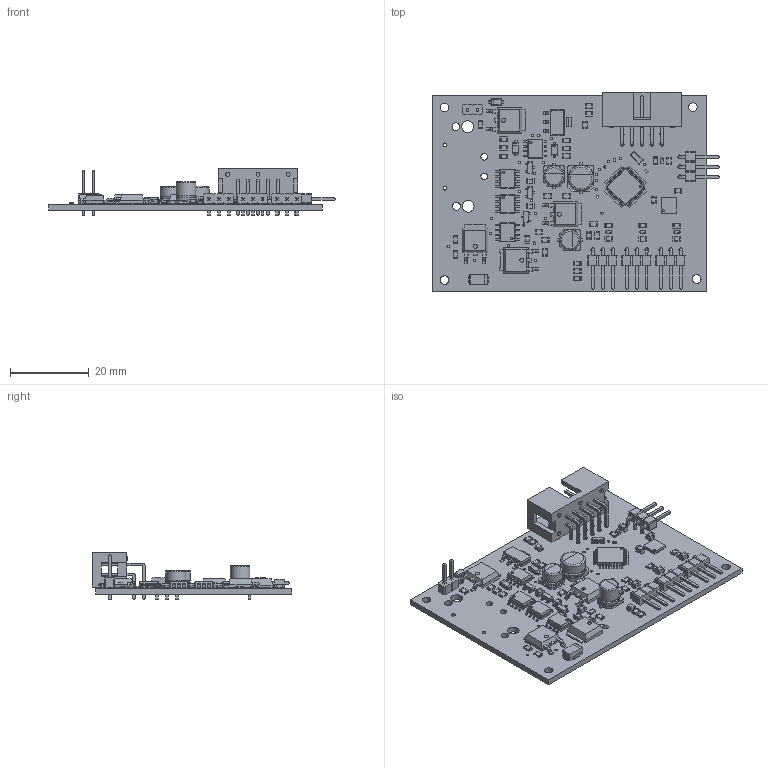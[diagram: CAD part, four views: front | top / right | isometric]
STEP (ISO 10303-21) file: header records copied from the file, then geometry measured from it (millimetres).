
FILE_DESCRIPTION(('KiCad electronic assembly'),'2;1');
FILE_NAME('Control-Board.step','2025-09-24T18:09:20',('Pcbnew'),('Kicad' ),'Open CASCADE STEP processor 7.9','KiCad to STEP converter', 'Unknown');
FILE_SCHEMA(('AUTOMOTIVE_DESIGN { 1 0 10303 214 1 1 1 1 }'));
Length unit declared in the file: millimetre
Products named in the file (23): Control-Board 1; D_SMA; D_SOD-523; R_0805_2012Metric; LED_0805_2012Metric; C_0805_2012Metric; SOT-23; SOIC-8_3.9x4.9mm_P1.27mm; TO-252-2; Control-Board 1.15.1; CP_Elec_5x5.7; IDC-Header_2x05_P2.54mm_Horizontal; D_SOD-123; PinHeader_1x03_P2.54mm_Horizontal; QFN-24-1EP_4x4mm_P0.5mm_EP2.7x2.7mm; CP_Elec_6.3x4.5; CP_Elec_5x4.4; SOT-223; C_0402_1005Metric; Crystal_SMD_3215-2Pin_3.2x1.5mm; PinHeader_1x02_P2.54mm_Vertical; TQFP-32_7x7mm_P0.8mm; Control-Board_PCB
Assembly tree (71 placements, depth 3):
  Control-Board 1
    D_SMA
    D_SOD-523  x4
    R_0805_2012Metric  x23
    LED_0805_2012Metric  x3
    C_0805_2012Metric  x10
    SOT-23  x3
    SOIC-8_3.9x4.9mm_P1.27mm  x4
    TO-252-2  x4
      Control-Board 1.15.1
    CP_Elec_5x5.7
    IDC-Header_2x05_P2.54mm_Horizontal
    D_SOD-123  x3
    PinHeader_1x03_P2.54mm_Horizontal  x4
    QFN-24-1EP_4x4mm_P0.5mm_EP2.7x2.7mm
    CP_Elec_6.3x4.5
    CP_Elec_5x4.4
    SOT-223
    C_0402_1005Metric
    Crystal_SMD_3215-2Pin_3.2x1.5mm
    PinHeader_1x02_P2.54mm_Vertical
    TQFP-32_7x7mm_P0.8mm
    Control-Board_PCB
Bounding box: 72.94 x 50.88 x 12.1 mm (x, y, z)
Volume: 7340.9 mm3; surface area: 12397.2 mm2
Topology: 86 solids, 86 shells, 4253 faces, 11000 edges, 7020 vertices
Faces by surface type: plane 3015, cylinder 939, bspline 248, torus 48, revolution 3
Full cylindrical faces by diameter (mm): 0.5 x1, 0.6 x29, 1 x36, 1.7 x2, 2 x2, 2.2 x4, 3 x2, 5 x4, 6.3 x2
Entity records: 79151 total; most frequent: CARTESIAN_POINT 12201, ORIENTED_EDGE 10649, DIRECTION 10149, EDGE_CURVE 5326, LINE 4136, VECTOR 4136, VERTEX_POINT 3379, AXIS2_PLACEMENT_3D 3005
